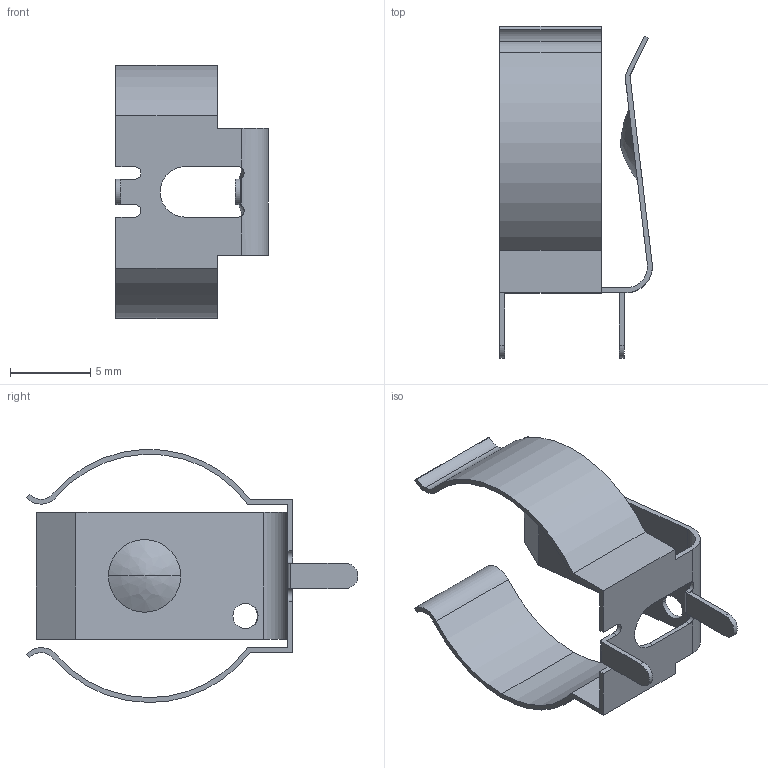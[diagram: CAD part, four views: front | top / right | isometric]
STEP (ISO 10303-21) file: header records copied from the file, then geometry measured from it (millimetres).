
FILE_DESCRIPTION (( 'STEP AP214' ), '1' );
FILE_NAME ('User Library-aa smt battery clip-1.STEP', '2021-02-24T17:22:39', ( '' ), ( '' ), 'SwSTEP 2.0', 'SolidWorks 2020', '' );
FILE_SCHEMA (( 'AUTOMOTIVE_DESIGN' ));
Length unit declared in the file: millimetre
Products named in the file (1): User Library-aa smt battery clip-1
Bounding box: 9.52 x 20.71 x 15.79 mm (x, y, z)
Volume: 136.9 mm3; surface area: 922.1 mm2
Topology: 1 solids, 1 shells, 63 faces, 184 edges, 121 vertices
Faces by surface type: plane 34, cylinder 27, bspline 2
Entity records: 2859 total; most frequent: CARTESIAN_POINT 417, ORIENTED_EDGE 364, DIRECTION 364, EDGE_CURVE 182, AXIS2_PLACEMENT_3D 124, VERTEX_POINT 121, VECTOR 116, LINE 116
